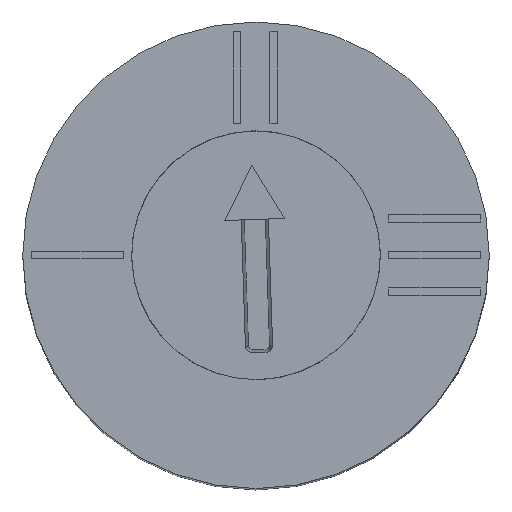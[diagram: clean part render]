
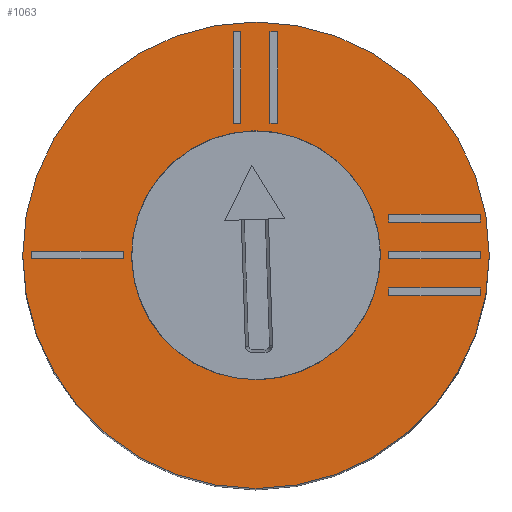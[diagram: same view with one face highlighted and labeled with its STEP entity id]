
A CAD part, top view. The second image highlights one B-rep face of the part: STEP entity #1063.
In plain terms, the highlighted planar face has unit normal (0, 0, 1).
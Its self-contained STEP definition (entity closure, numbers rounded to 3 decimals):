
#30=FACE_BOUND('',#194,.T.);
#31=FACE_BOUND('',#195,.T.);
#32=FACE_BOUND('',#196,.T.);
#33=FACE_BOUND('',#197,.T.);
#34=FACE_BOUND('',#198,.T.);
#35=FACE_BOUND('',#199,.T.);
#36=FACE_BOUND('',#200,.T.);
#57=CIRCLE('',#1190,3.2);
#63=CIRCLE('',#1200,6.);
#128=FACE_OUTER_BOUND('',#193,.T.);
#193=EDGE_LOOP('',(#861));
#194=EDGE_LOOP('',(#862,#863,#864,#865));
#195=EDGE_LOOP('',(#866,#867,#868,#869));
#196=EDGE_LOOP('',(#870,#871,#872,#873));
#197=EDGE_LOOP('',(#874,#875,#876,#877));
#198=EDGE_LOOP('',(#878,#879,#880,#881));
#199=EDGE_LOOP('',(#882,#883,#884,#885));
#200=EDGE_LOOP('',(#886));
#225=LINE('',#1558,#338);
#229=LINE('',#1565,#342);
#232=LINE('',#1571,#345);
#234=LINE('',#1574,#347);
#237=LINE('',#1583,#350);
#241=LINE('',#1590,#354);
#244=LINE('',#1596,#357);
#246=LINE('',#1599,#359);
#249=LINE('',#1608,#362);
#253=LINE('',#1615,#366);
#256=LINE('',#1621,#369);
#258=LINE('',#1624,#371);
#261=LINE('',#1633,#374);
#265=LINE('',#1640,#378);
#268=LINE('',#1646,#381);
#270=LINE('',#1649,#383);
#273=LINE('',#1658,#386);
#277=LINE('',#1665,#390);
#280=LINE('',#1671,#393);
#282=LINE('',#1674,#395);
#285=LINE('',#1683,#398);
#289=LINE('',#1690,#402);
#292=LINE('',#1696,#405);
#294=LINE('',#1699,#407);
#338=VECTOR('',#1246,10.);
#342=VECTOR('',#1252,10.);
#345=VECTOR('',#1257,10.);
#347=VECTOR('',#1261,10.);
#350=VECTOR('',#1268,10.);
#354=VECTOR('',#1274,10.);
#357=VECTOR('',#1279,10.);
#359=VECTOR('',#1283,10.);
#362=VECTOR('',#1290,10.);
#366=VECTOR('',#1296,10.);
#369=VECTOR('',#1301,10.);
#371=VECTOR('',#1305,10.);
#374=VECTOR('',#1312,10.);
#378=VECTOR('',#1318,10.);
#381=VECTOR('',#1323,10.);
#383=VECTOR('',#1327,10.);
#386=VECTOR('',#1334,10.);
#390=VECTOR('',#1340,10.);
#393=VECTOR('',#1345,10.);
#395=VECTOR('',#1349,10.);
#398=VECTOR('',#1356,10.);
#402=VECTOR('',#1362,10.);
#405=VECTOR('',#1367,10.);
#407=VECTOR('',#1371,10.);
#451=VERTEX_POINT('',#1555);
#452=VERTEX_POINT('',#1557);
#454=VERTEX_POINT('',#1563);
#456=VERTEX_POINT('',#1569);
#459=VERTEX_POINT('',#1580);
#460=VERTEX_POINT('',#1582);
#462=VERTEX_POINT('',#1588);
#464=VERTEX_POINT('',#1594);
#467=VERTEX_POINT('',#1605);
#468=VERTEX_POINT('',#1607);
#470=VERTEX_POINT('',#1613);
#472=VERTEX_POINT('',#1619);
#475=VERTEX_POINT('',#1630);
#476=VERTEX_POINT('',#1632);
#478=VERTEX_POINT('',#1638);
#480=VERTEX_POINT('',#1644);
#483=VERTEX_POINT('',#1655);
#484=VERTEX_POINT('',#1657);
#486=VERTEX_POINT('',#1663);
#488=VERTEX_POINT('',#1669);
#491=VERTEX_POINT('',#1680);
#492=VERTEX_POINT('',#1682);
#494=VERTEX_POINT('',#1688);
#496=VERTEX_POINT('',#1694);
#508=VERTEX_POINT('',#1736);
#514=VERTEX_POINT('',#1756);
#545=EDGE_CURVE('',#452,#451,#225,.T.);
#549=EDGE_CURVE('',#451,#454,#229,.T.);
#552=EDGE_CURVE('',#454,#456,#232,.T.);
#554=EDGE_CURVE('',#456,#452,#234,.T.);
#557=EDGE_CURVE('',#460,#459,#237,.T.);
#561=EDGE_CURVE('',#459,#462,#241,.T.);
#564=EDGE_CURVE('',#462,#464,#244,.T.);
#566=EDGE_CURVE('',#464,#460,#246,.T.);
#569=EDGE_CURVE('',#468,#467,#249,.T.);
#573=EDGE_CURVE('',#467,#470,#253,.T.);
#576=EDGE_CURVE('',#470,#472,#256,.T.);
#578=EDGE_CURVE('',#472,#468,#258,.T.);
#581=EDGE_CURVE('',#476,#475,#261,.T.);
#585=EDGE_CURVE('',#475,#478,#265,.T.);
#588=EDGE_CURVE('',#478,#480,#268,.T.);
#590=EDGE_CURVE('',#480,#476,#270,.T.);
#593=EDGE_CURVE('',#484,#483,#273,.T.);
#597=EDGE_CURVE('',#483,#486,#277,.T.);
#600=EDGE_CURVE('',#486,#488,#280,.T.);
#602=EDGE_CURVE('',#488,#484,#282,.T.);
#605=EDGE_CURVE('',#492,#491,#285,.T.);
#609=EDGE_CURVE('',#491,#494,#289,.T.);
#612=EDGE_CURVE('',#494,#496,#292,.T.);
#614=EDGE_CURVE('',#496,#492,#294,.T.);
#631=EDGE_CURVE('',#508,#508,#57,.T.);
#641=EDGE_CURVE('',#514,#514,#63,.T.);
#861=ORIENTED_EDGE('',*,*,#641,.F.);
#862=ORIENTED_EDGE('',*,*,#545,.T.);
#863=ORIENTED_EDGE('',*,*,#549,.T.);
#864=ORIENTED_EDGE('',*,*,#552,.T.);
#865=ORIENTED_EDGE('',*,*,#554,.T.);
#866=ORIENTED_EDGE('',*,*,#557,.T.);
#867=ORIENTED_EDGE('',*,*,#561,.T.);
#868=ORIENTED_EDGE('',*,*,#564,.T.);
#869=ORIENTED_EDGE('',*,*,#566,.T.);
#870=ORIENTED_EDGE('',*,*,#569,.T.);
#871=ORIENTED_EDGE('',*,*,#573,.T.);
#872=ORIENTED_EDGE('',*,*,#576,.T.);
#873=ORIENTED_EDGE('',*,*,#578,.T.);
#874=ORIENTED_EDGE('',*,*,#581,.T.);
#875=ORIENTED_EDGE('',*,*,#585,.T.);
#876=ORIENTED_EDGE('',*,*,#588,.T.);
#877=ORIENTED_EDGE('',*,*,#590,.T.);
#878=ORIENTED_EDGE('',*,*,#593,.T.);
#879=ORIENTED_EDGE('',*,*,#597,.T.);
#880=ORIENTED_EDGE('',*,*,#600,.T.);
#881=ORIENTED_EDGE('',*,*,#602,.T.);
#882=ORIENTED_EDGE('',*,*,#605,.T.);
#883=ORIENTED_EDGE('',*,*,#609,.T.);
#884=ORIENTED_EDGE('',*,*,#612,.T.);
#885=ORIENTED_EDGE('',*,*,#614,.T.);
#886=ORIENTED_EDGE('',*,*,#631,.T.);
#1007=PLANE('',#1201);
#1063=ADVANCED_FACE('',(#128,#30,#31,#32,#33,#34,#35,#36),#1007,.F.);
#1190=AXIS2_PLACEMENT_3D('',#1737,#1417,#1418);
#1200=AXIS2_PLACEMENT_3D('',#1757,#1441,#1442);
#1201=AXIS2_PLACEMENT_3D('',#1759,#1444,#1445);
#1246=DIRECTION('',(-1.,0.,0.));
#1252=DIRECTION('',(0.,1.,0.));
#1257=DIRECTION('',(1.,0.,0.));
#1261=DIRECTION('',(0.,-1.,0.));
#1268=DIRECTION('',(-1.,0.,0.));
#1274=DIRECTION('',(0.,1.,0.));
#1279=DIRECTION('',(1.,0.,0.));
#1283=DIRECTION('',(0.,-1.,0.));
#1290=DIRECTION('',(-1.,0.,0.));
#1296=DIRECTION('',(0.,1.,0.));
#1301=DIRECTION('',(1.,0.,0.));
#1305=DIRECTION('',(0.,-1.,0.));
#1312=DIRECTION('',(0.,1.,0.));
#1318=DIRECTION('',(1.,0.,0.));
#1323=DIRECTION('',(0.,-1.,0.));
#1327=DIRECTION('',(-1.,0.,0.));
#1334=DIRECTION('',(0.,1.,0.));
#1340=DIRECTION('',(1.,0.,0.));
#1345=DIRECTION('',(0.,-1.,0.));
#1349=DIRECTION('',(-1.,0.,0.));
#1356=DIRECTION('',(-1.,0.,0.));
#1362=DIRECTION('',(0.,1.,0.));
#1367=DIRECTION('',(1.,0.,0.));
#1371=DIRECTION('',(0.,-1.,0.));
#1417=DIRECTION('center_axis',(0.,0.,-1.));
#1418=DIRECTION('ref_axis',(1.,0.,0.));
#1441=DIRECTION('center_axis',(0.,0.,-1.));
#1442=DIRECTION('ref_axis',(-1.,0.,0.));
#1444=DIRECTION('center_axis',(0.,0.,-1.));
#1445=DIRECTION('ref_axis',(-1.,0.,0.));
#1555=CARTESIAN_POINT('',(3.416,0.851,24.5));
#1557=CARTESIAN_POINT('',(5.77,0.851,24.5));
#1558=CARTESIAN_POINT('',(2.885,0.851,24.5));
#1563=CARTESIAN_POINT('',(3.416,1.052,24.5));
#1565=CARTESIAN_POINT('',(3.416,0.426,24.5));
#1569=CARTESIAN_POINT('',(5.77,1.052,24.5));
#1571=CARTESIAN_POINT('',(1.708,1.052,24.5));
#1574=CARTESIAN_POINT('',(5.77,0.526,24.5));
#1580=CARTESIAN_POINT('',(3.416,-0.096,24.5));
#1582=CARTESIAN_POINT('',(5.77,-0.096,24.5));
#1583=CARTESIAN_POINT('',(2.885,-0.096,24.5));
#1588=CARTESIAN_POINT('',(3.416,0.106,24.5));
#1590=CARTESIAN_POINT('',(3.416,-0.048,24.5));
#1594=CARTESIAN_POINT('',(5.77,0.106,24.5));
#1596=CARTESIAN_POINT('',(1.708,0.106,24.5));
#1599=CARTESIAN_POINT('',(5.77,0.053,24.5));
#1605=CARTESIAN_POINT('',(3.416,-1.042,24.5));
#1607=CARTESIAN_POINT('',(5.77,-1.042,24.5));
#1608=CARTESIAN_POINT('',(2.885,-1.042,24.5));
#1613=CARTESIAN_POINT('',(3.416,-0.841,24.5));
#1615=CARTESIAN_POINT('',(3.416,-0.521,24.5));
#1619=CARTESIAN_POINT('',(5.77,-0.841,24.5));
#1621=CARTESIAN_POINT('',(1.708,-0.841,24.5));
#1624=CARTESIAN_POINT('',(5.77,-0.42,24.5));
#1630=CARTESIAN_POINT('',(0.358,5.747,24.5));
#1632=CARTESIAN_POINT('',(0.358,3.393,24.5));
#1633=CARTESIAN_POINT('',(0.358,1.697,24.5));
#1638=CARTESIAN_POINT('',(0.559,5.747,24.5));
#1640=CARTESIAN_POINT('',(0.179,5.747,24.5));
#1644=CARTESIAN_POINT('',(0.559,3.393,24.5));
#1646=CARTESIAN_POINT('',(0.559,2.874,24.5));
#1649=CARTESIAN_POINT('',(0.279,3.393,24.5));
#1655=CARTESIAN_POINT('',(-0.589,5.747,24.5));
#1657=CARTESIAN_POINT('',(-0.589,3.393,24.5));
#1658=CARTESIAN_POINT('',(-0.589,1.697,24.5));
#1663=CARTESIAN_POINT('',(-0.388,5.747,24.5));
#1665=CARTESIAN_POINT('',(-0.295,5.747,24.5));
#1669=CARTESIAN_POINT('',(-0.388,3.393,24.5));
#1671=CARTESIAN_POINT('',(-0.388,2.874,24.5));
#1674=CARTESIAN_POINT('',(-0.194,3.393,24.5));
#1680=CARTESIAN_POINT('',(-5.769,-0.095,24.5));
#1682=CARTESIAN_POINT('',(-3.414,-0.095,24.5));
#1683=CARTESIAN_POINT('',(-1.707,-0.095,24.5));
#1688=CARTESIAN_POINT('',(-5.769,0.107,24.5));
#1690=CARTESIAN_POINT('',(-5.769,-0.047,24.5));
#1694=CARTESIAN_POINT('',(-3.414,0.107,24.5));
#1696=CARTESIAN_POINT('',(-2.884,0.107,24.5));
#1699=CARTESIAN_POINT('',(-3.414,0.053,24.5));
#1736=CARTESIAN_POINT('',(-3.2,0.,24.5));
#1737=CARTESIAN_POINT('Origin',(0.,0.,24.5));
#1756=CARTESIAN_POINT('',(6.,0.,24.5));
#1757=CARTESIAN_POINT('Origin',(0.,0.,24.5));
#1759=CARTESIAN_POINT('Origin',(0.,0.,24.5));
